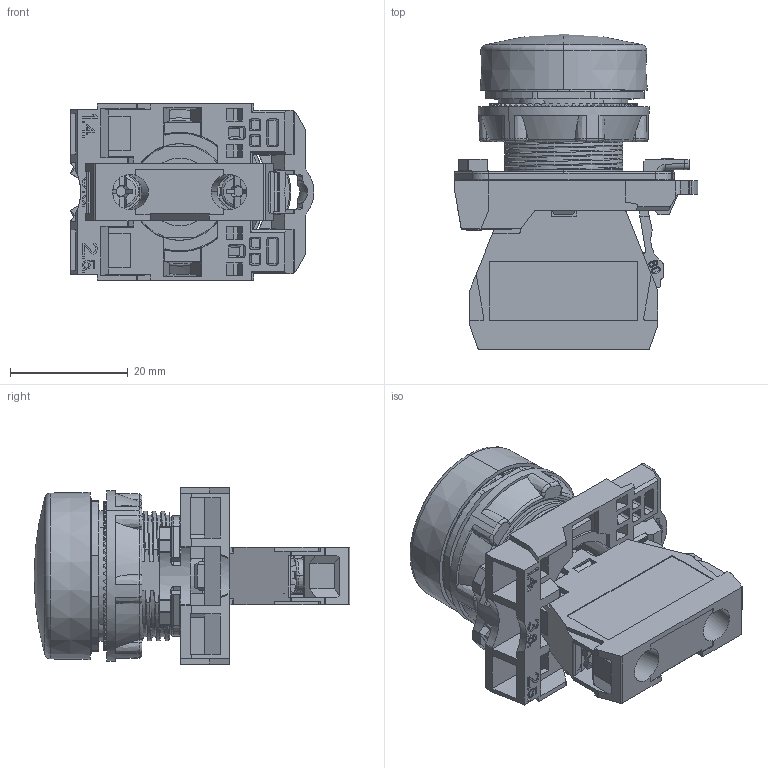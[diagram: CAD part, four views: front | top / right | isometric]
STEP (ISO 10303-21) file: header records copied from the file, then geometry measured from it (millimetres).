
FILE_DESCRIPTION((''),'2;1');
FILE_NAME('XB5AV63_ASM','2023-07-04T',('Administrator'),('zyb.com'),'PRO/ENGINEER BY PARAMETRIC TECHNOLOGY CORPORATION, 2010280','PRO/ENGINEER BY PARAMETRIC TECHNOLOGY CORPORATION, 2010280','');
FILE_SCHEMA(('AUTOMOTIVE_DESIGN { 1 0 10303 214 1 1 1 1 }'));
Products named in the file (4): ZB5AZ009; ZBVB3; ZB5AV033; XB5AV63_ASM
Assembly tree (3 placements, depth 2):
  XB5AV63_ASM
    ZB5AZ009
    ZBVB3
    ZB5AV033
Bounding box: 41.43 x 53.6 x 30 mm (x, y, z)
Volume: 18914.6 mm3; surface area: 19502.4 mm2
Topology: 15 solids, 27 shells, 3561 faces, 9815 edges, 6284 vertices
Faces by surface type: plane 1797, cylinder 786, bspline 474, extrusion 197, cone 178, torus 105, sphere 24
Entity records: 168620 total; most frequent: CARTESIAN_POINT 55929, ORIENTED_EDGE 19614, DIRECTION 15529, EDGE_CURVE 9807, VERTEX_POINT 6284, VECTOR 6099, LINE 5902, AXIS2_PLACEMENT_3D 4715
